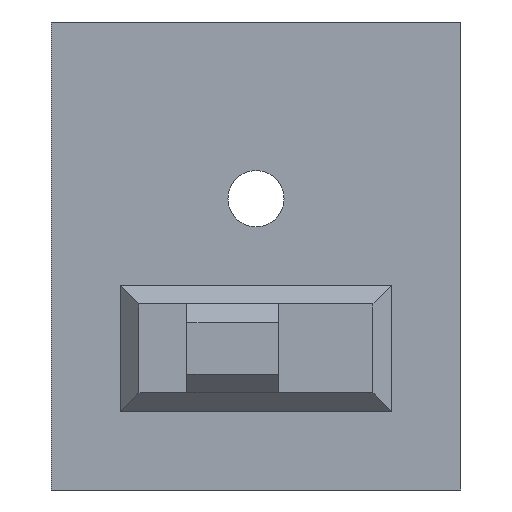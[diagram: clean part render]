
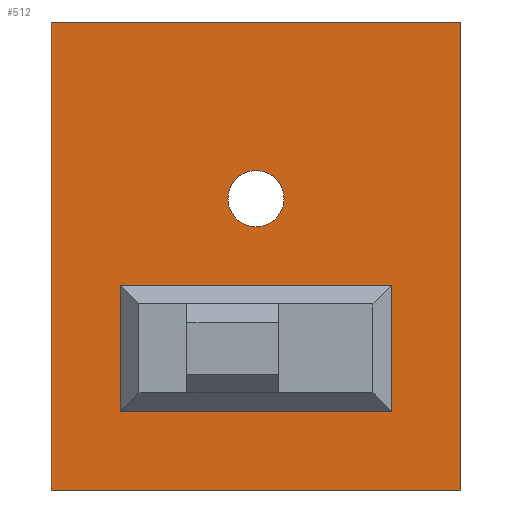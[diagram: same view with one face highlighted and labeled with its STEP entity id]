
A CAD part, front view. The second image highlights one B-rep face of the part: STEP entity #512.
In plain terms, the highlighted face is planar.
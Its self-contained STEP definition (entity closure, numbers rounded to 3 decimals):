
#6 = EDGE_LOOP ( 'NONE', ( #372, #713, #673, #746 ) ) ;
#9 = EDGE_CURVE ( 'NONE', #275, #408, #103, .T. ) ;
#11 = DIRECTION ( 'NONE',  ( 0., 1., 0. ) ) ;
#12 = CARTESIAN_POINT ( 'NONE',  ( 17.5, 40., 0. ) ) ;
#19 = LINE ( 'NONE', #69, #273 ) ;
#25 = CARTESIAN_POINT ( 'NONE',  ( 11.6, 22.5, 0. ) ) ;
#27 = CARTESIAN_POINT ( 'NONE',  ( -17.5, 0., 0. ) ) ;
#37 = VERTEX_POINT ( 'NONE', #25 ) ;
#41 = DIRECTION ( 'NONE',  ( 0., 0., -1. ) ) ;
#51 = EDGE_CURVE ( 'NONE', #408, #186, #455, .T. ) ;
#54 = VERTEX_POINT ( 'NONE', #586 ) ;
#59 = CIRCLE ( 'NONE', #507, 2.4 ) ;
#69 = CARTESIAN_POINT ( 'NONE',  ( 0., 22.5, 0. ) ) ;
#103 = LINE ( 'NONE', #341, #352 ) ;
#129 = EDGE_CURVE ( 'NONE', #510, #653, #715, .T. ) ;
#135 = CARTESIAN_POINT ( 'NONE',  ( -11.6, 33.3, 0. ) ) ;
#143 = DIRECTION ( 'NONE',  ( 0., 1., 0. ) ) ;
#154 = CARTESIAN_POINT ( 'NONE',  ( -17.5, 40., 0. ) ) ;
#160 = EDGE_CURVE ( 'NONE', #37, #54, #19, .T. ) ;
#170 = DIRECTION ( 'NONE',  ( 0., 0., -1. ) ) ;
#180 = FACE_BOUND ( 'NONE', #761, .T. ) ;
#186 = VERTEX_POINT ( 'NONE', #499 ) ;
#192 = ORIENTED_EDGE ( 'NONE', *, *, #261, .T. ) ;
#206 = DIRECTION ( 'NONE',  ( 1., 0., 0. ) ) ;
#216 = CARTESIAN_POINT ( 'NONE',  ( 17.5, 0., 0. ) ) ;
#231 = DIRECTION ( 'NONE',  ( -1., 0., 0. ) ) ;
#235 = DIRECTION ( 'NONE',  ( 0., -1., 0. ) ) ;
#249 = AXIS2_PLACEMENT_3D ( 'NONE', #584, #748, #143 ) ;
#253 = CARTESIAN_POINT ( 'NONE',  ( 0., 33.3, 0. ) ) ;
#257 = PLANE ( 'NONE',  #249 ) ;
#261 = EDGE_CURVE ( 'NONE', #54, #510, #676, .T. ) ;
#273 = VECTOR ( 'NONE', #690, 1000. ) ;
#275 = VERTEX_POINT ( 'NONE', #751 ) ;
#279 = ORIENTED_EDGE ( 'NONE', *, *, #129, .T. ) ;
#290 = CARTESIAN_POINT ( 'NONE',  ( 0., 12.7, 0. ) ) ;
#318 = VERTEX_POINT ( 'NONE', #399 ) ;
#324 = CARTESIAN_POINT ( 'NONE',  ( -11.6, 0., 0. ) ) ;
#325 = EDGE_CURVE ( 'NONE', #538, #275, #581, .T. ) ;
#329 = EDGE_CURVE ( 'NONE', #647, #318, #59, .T. ) ;
#333 = ORIENTED_EDGE ( 'NONE', *, *, #160, .T. ) ;
#341 = CARTESIAN_POINT ( 'NONE',  ( 17.5, 40., 0. ) ) ;
#352 = VECTOR ( 'NONE', #711, 1000. ) ;
#364 = ORIENTED_EDGE ( 'NONE', *, *, #635, .T. ) ;
#372 = ORIENTED_EDGE ( 'NONE', *, *, #51, .F. ) ;
#385 = DIRECTION ( 'NONE',  ( 0., -1., 0. ) ) ;
#396 = DIRECTION ( 'NONE',  ( 0., -1., 0. ) ) ;
#399 = CARTESIAN_POINT ( 'NONE',  ( 0., 17.5, 0. ) ) ;
#408 = VERTEX_POINT ( 'NONE', #12 ) ;
#420 = VECTOR ( 'NONE', #385, 1000. ) ;
#422 = FACE_BOUND ( 'NONE', #552, .T. ) ;
#455 = LINE ( 'NONE', #216, #669 ) ;
#472 = CARTESIAN_POINT ( 'NONE',  ( -17.5, 0., 0. ) ) ;
#486 = AXIS2_PLACEMENT_3D ( 'NONE', #575, #170, #235 ) ;
#496 = VECTOR ( 'NONE', #231, 1000. ) ;
#499 = CARTESIAN_POINT ( 'NONE',  ( 17.5, 0., 0. ) ) ;
#507 = AXIS2_PLACEMENT_3D ( 'NONE', #652, #41, #396 ) ;
#510 = VERTEX_POINT ( 'NONE', #135 ) ;
#512 = ADVANCED_FACE ( 'NONE', ( #180, #422, #784 ), #257, .T. ) ;
#524 = LINE ( 'NONE', #758, #420 ) ;
#533 = LINE ( 'NONE', #472, #496 ) ;
#538 = VERTEX_POINT ( 'NONE', #27 ) ;
#552 = EDGE_LOOP ( 'NONE', ( #650, #364 ) ) ;
#567 = EDGE_CURVE ( 'NONE', #653, #37, #524, .T. ) ;
#575 = CARTESIAN_POINT ( 'NONE',  ( 0., 15.1, 0. ) ) ;
#577 = DIRECTION ( 'NONE',  ( 0., 1., 0. ) ) ;
#581 = LINE ( 'NONE', #154, #740 ) ;
#584 = CARTESIAN_POINT ( 'NONE',  ( 0., 0., 0. ) ) ;
#586 = CARTESIAN_POINT ( 'NONE',  ( -11.6, 22.5, 0. ) ) ;
#635 = EDGE_CURVE ( 'NONE', #318, #647, #753, .T. ) ;
#647 = VERTEX_POINT ( 'NONE', #290 ) ;
#650 = ORIENTED_EDGE ( 'NONE', *, *, #329, .T. ) ;
#652 = CARTESIAN_POINT ( 'NONE',  ( 0., 15.1, 0. ) ) ;
#653 = VERTEX_POINT ( 'NONE', #762 ) ;
#663 = ORIENTED_EDGE ( 'NONE', *, *, #567, .T. ) ;
#669 = VECTOR ( 'NONE', #693, 1000. ) ;
#673 = ORIENTED_EDGE ( 'NONE', *, *, #325, .F. ) ;
#676 = LINE ( 'NONE', #324, #782 ) ;
#690 = DIRECTION ( 'NONE',  ( -1., 0., 0. ) ) ;
#693 = DIRECTION ( 'NONE',  ( 0., -1., 0. ) ) ;
#711 = DIRECTION ( 'NONE',  ( 1., 0., 0. ) ) ;
#713 = ORIENTED_EDGE ( 'NONE', *, *, #9, .F. ) ;
#715 = LINE ( 'NONE', #253, #729 ) ;
#729 = VECTOR ( 'NONE', #206, 1000. ) ;
#736 = EDGE_CURVE ( 'NONE', #186, #538, #533, .T. ) ;
#740 = VECTOR ( 'NONE', #577, 1000. ) ;
#746 = ORIENTED_EDGE ( 'NONE', *, *, #736, .F. ) ;
#748 = DIRECTION ( 'NONE',  ( 0., 0., 1. ) ) ;
#751 = CARTESIAN_POINT ( 'NONE',  ( -17.5, 40., 0. ) ) ;
#753 = CIRCLE ( 'NONE', #486, 2.4 ) ;
#758 = CARTESIAN_POINT ( 'NONE',  ( 11.6, 0., 0. ) ) ;
#761 = EDGE_LOOP ( 'NONE', ( #279, #663, #333, #192 ) ) ;
#762 = CARTESIAN_POINT ( 'NONE',  ( 11.6, 33.3, 0. ) ) ;
#782 = VECTOR ( 'NONE', #11, 1000. ) ;
#784 = FACE_OUTER_BOUND ( 'NONE', #6, .T. ) ;
